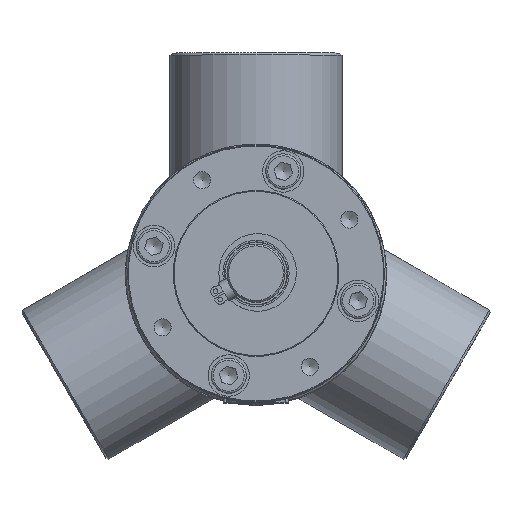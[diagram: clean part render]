
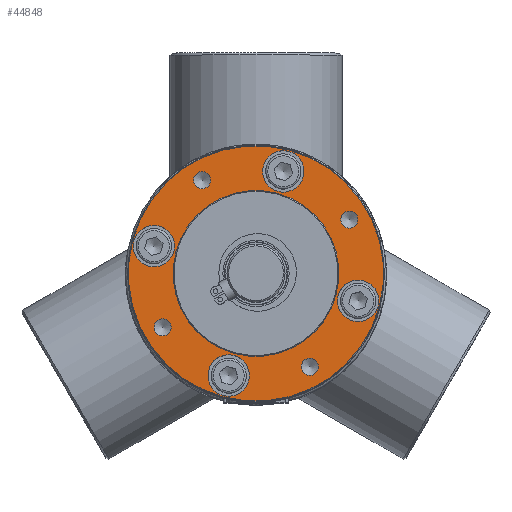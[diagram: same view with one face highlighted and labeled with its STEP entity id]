
A CAD part, top view. The second image highlights one B-rep face of the part: STEP entity #44848.
In plain terms, the highlighted planar face has unit normal (0, 0, 1).
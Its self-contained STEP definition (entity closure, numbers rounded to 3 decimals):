
#1332=FACE_BOUND('',#9344,.T.);
#1333=FACE_BOUND('',#9345,.T.);
#1334=FACE_BOUND('',#9346,.T.);
#1335=FACE_BOUND('',#9347,.T.);
#1336=FACE_BOUND('',#9348,.T.);
#1337=FACE_BOUND('',#9349,.T.);
#1338=FACE_BOUND('',#9350,.T.);
#1339=FACE_BOUND('',#9351,.T.);
#1340=FACE_BOUND('',#9352,.T.);
#2527=PLANE('',#48447);
#6504=FACE_OUTER_BOUND('',#9343,.T.);
#9343=EDGE_LOOP('',(#39014));
#9344=EDGE_LOOP('',(#39015));
#9345=EDGE_LOOP('',(#39016));
#9346=EDGE_LOOP('',(#39017));
#9347=EDGE_LOOP('',(#39018));
#9348=EDGE_LOOP('',(#39019));
#9349=EDGE_LOOP('',(#39020));
#9350=EDGE_LOOP('',(#39021));
#9351=EDGE_LOOP('',(#39022));
#9352=EDGE_LOOP('',(#39023));
#11163=CIRCLE('',#48403,2.067);
#11165=CIRCLE('',#48407,2.067);
#11167=CIRCLE('',#48411,2.067);
#11170=CIRCLE('',#48416,5.);
#11173=CIRCLE('',#48422,5.);
#11176=CIRCLE('',#48428,5.);
#11179=CIRCLE('',#48434,5.);
#11182=CIRCLE('',#48440,20.);
#11183=CIRCLE('',#48443,30.8);
#11186=CIRCLE('',#48448,2.067);
#20696=VERTEX_POINT('',#95274);
#20699=VERTEX_POINT('',#95283);
#20702=VERTEX_POINT('',#95292);
#20705=VERTEX_POINT('',#95301);
#20708=VERTEX_POINT('',#95312);
#20711=VERTEX_POINT('',#95323);
#20714=VERTEX_POINT('',#95334);
#20717=VERTEX_POINT('',#95346);
#20718=VERTEX_POINT('',#95351);
#20721=VERTEX_POINT('',#95361);
#26810=EDGE_CURVE('',#20696,#20696,#11163,.T.);
#26814=EDGE_CURVE('',#20699,#20699,#11165,.T.);
#26818=EDGE_CURVE('',#20702,#20702,#11167,.T.);
#26822=EDGE_CURVE('',#20705,#20705,#11170,.T.);
#26827=EDGE_CURVE('',#20708,#20708,#11173,.T.);
#26832=EDGE_CURVE('',#20711,#20711,#11176,.T.);
#26837=EDGE_CURVE('',#20714,#20714,#11179,.T.);
#26844=EDGE_CURVE('',#20717,#20717,#11182,.T.);
#26845=EDGE_CURVE('',#20718,#20718,#11183,.T.);
#26850=EDGE_CURVE('',#20721,#20721,#11186,.T.);
#39014=ORIENTED_EDGE('',*,*,#26845,.F.);
#39015=ORIENTED_EDGE('',*,*,#26810,.T.);
#39016=ORIENTED_EDGE('',*,*,#26814,.T.);
#39017=ORIENTED_EDGE('',*,*,#26818,.T.);
#39018=ORIENTED_EDGE('',*,*,#26822,.T.);
#39019=ORIENTED_EDGE('',*,*,#26827,.T.);
#39020=ORIENTED_EDGE('',*,*,#26832,.T.);
#39021=ORIENTED_EDGE('',*,*,#26837,.T.);
#39022=ORIENTED_EDGE('',*,*,#26844,.T.);
#39023=ORIENTED_EDGE('',*,*,#26850,.T.);
#44848=ADVANCED_FACE('',(#6504,#1332,#1333,#1334,#1335,#1336,#1337,#1338,
#1339,#1340),#2527,.T.);
#48403=AXIS2_PLACEMENT_3D('',#95275,#57974,#57975);
#48407=AXIS2_PLACEMENT_3D('',#95284,#57984,#57985);
#48411=AXIS2_PLACEMENT_3D('',#95293,#57994,#57995);
#48416=AXIS2_PLACEMENT_3D('',#95302,#58005,#58006);
#48422=AXIS2_PLACEMENT_3D('',#95313,#58019,#58020);
#48428=AXIS2_PLACEMENT_3D('',#95324,#58033,#58034);
#48434=AXIS2_PLACEMENT_3D('',#95335,#58047,#58048);
#48440=AXIS2_PLACEMENT_3D('',#95348,#58063,#58064);
#48443=AXIS2_PLACEMENT_3D('',#95352,#58069,#58070);
#48447=AXIS2_PLACEMENT_3D('',#95360,#58079,#58080);
#48448=AXIS2_PLACEMENT_3D('',#95362,#58081,#58082);
#57974=DIRECTION('center_axis',(0.,0.,
-1.));
#57975=DIRECTION('ref_axis',(0.259,0.966,0.));
#57984=DIRECTION('center_axis',(0.,0.,
-1.));
#57985=DIRECTION('ref_axis',(-0.966,0.259,0.));
#57994=DIRECTION('center_axis',(0.,0.,
-1.));
#57995=DIRECTION('ref_axis',(-0.259,-0.966,0.));
#58005=DIRECTION('center_axis',(0.,0.,
-1.));
#58006=DIRECTION('ref_axis',(0.966,-0.259,0.));
#58019=DIRECTION('center_axis',(0.,0.,
-1.));
#58020=DIRECTION('ref_axis',(0.966,-0.259,0.));
#58033=DIRECTION('center_axis',(0.,0.,
-1.));
#58034=DIRECTION('ref_axis',(0.966,-0.259,0.));
#58047=DIRECTION('center_axis',(0.,0.,
-1.));
#58048=DIRECTION('ref_axis',(0.966,-0.259,0.));
#58063=DIRECTION('center_axis',(0.,0.,
-1.));
#58064=DIRECTION('ref_axis',(-0.966,0.259,0.));
#58069=DIRECTION('center_axis',(0.,0.,
-1.));
#58070=DIRECTION('ref_axis',(0.966,-0.259,0.));
#58079=DIRECTION('center_axis',(0.,0.,
1.));
#58080=DIRECTION('ref_axis',(0.966,-0.259,0.));
#58081=DIRECTION('center_axis',(0.,0.,
-1.));
#58082=DIRECTION('ref_axis',(0.966,-0.259,0.));
#95274=CARTESIAN_POINT('',(-23.052,-14.997,105.9));
#95275=CARTESIAN_POINT('Origin',(-22.517,-13.,105.9));
#95283=CARTESIAN_POINT('',(14.997,-23.052,105.9));
#95284=CARTESIAN_POINT('Origin',(13.,-22.517,105.9));
#95292=CARTESIAN_POINT('',(23.052,14.997,105.9));
#95293=CARTESIAN_POINT('Origin',(22.517,13.,105.9));
#95301=CARTESIAN_POINT('',(19.801,-5.306,105.9));
#95302=CARTESIAN_POINT('Origin',(24.631,-6.6,105.9));
#95312=CARTESIAN_POINT('',(1.77,25.925,105.9));
#95313=CARTESIAN_POINT('Origin',(6.6,24.631,105.9));
#95323=CARTESIAN_POINT('',(-29.461,7.894,105.9));
#95324=CARTESIAN_POINT('Origin',(-24.631,6.6,105.9));
#95334=CARTESIAN_POINT('',(-11.43,-23.337,105.9));
#95335=CARTESIAN_POINT('Origin',(-6.6,-24.631,105.9));
#95346=CARTESIAN_POINT('',(19.319,-5.176,105.9));
#95348=CARTESIAN_POINT('Origin',(0.,0.,
105.9));
#95351=CARTESIAN_POINT('',(-29.751,7.972,105.9));
#95352=CARTESIAN_POINT('Origin',(0.,0.,
105.9));
#95360=CARTESIAN_POINT('Origin',(0.,0.,
105.9));
#95361=CARTESIAN_POINT('',(-14.997,23.052,105.9));
#95362=CARTESIAN_POINT('Origin',(-13.,22.517,105.9));
